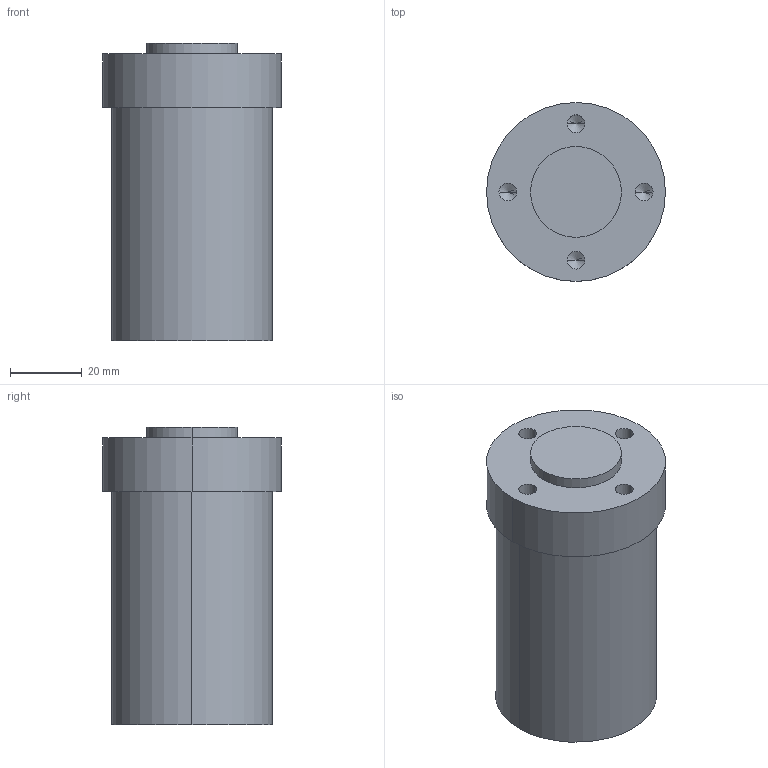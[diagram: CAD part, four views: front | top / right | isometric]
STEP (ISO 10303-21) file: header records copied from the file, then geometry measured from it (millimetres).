
FILE_DESCRIPTION (( 'STEP AP214' ), '1' );
FILE_NAME ('J1 Spindle.STEP', '2023-07-23T17:29:38', ( '' ), ( '' ), 'SwSTEP 2.0', 'SolidWorks 2021', '' );
FILE_SCHEMA (( 'AUTOMOTIVE_DESIGN' ));
Length unit declared in the file: millimetre
Products named in the file (1): J1 Spindle
Bounding box: 50 x 50 x 83.2 mm (x, y, z)
Volume: 132343.9 mm3; surface area: 17493.9 mm2
Topology: 1 solids, 1 shells, 46 faces, 108 edges, 57 vertices
Faces by surface type: cylinder 24, cone 18, plane 4
Entity records: 1224 total; most frequent: DIRECTION 232, CARTESIAN_POINT 194, ORIENTED_EDGE 180, AXIS2_PLACEMENT_3D 95, EDGE_CURVE 90, EDGE_LOOP 57, VERTEX_POINT 57, CIRCLE 48
